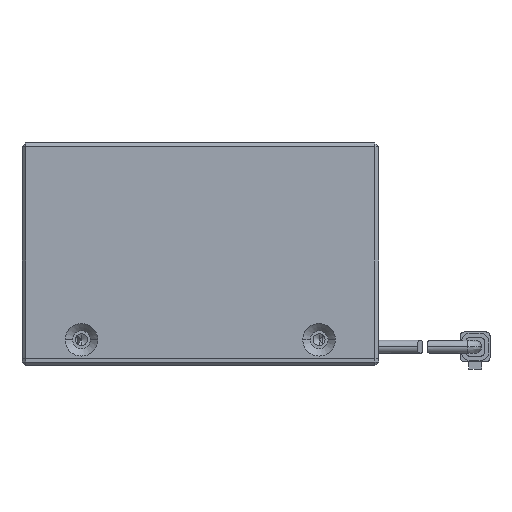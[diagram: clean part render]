
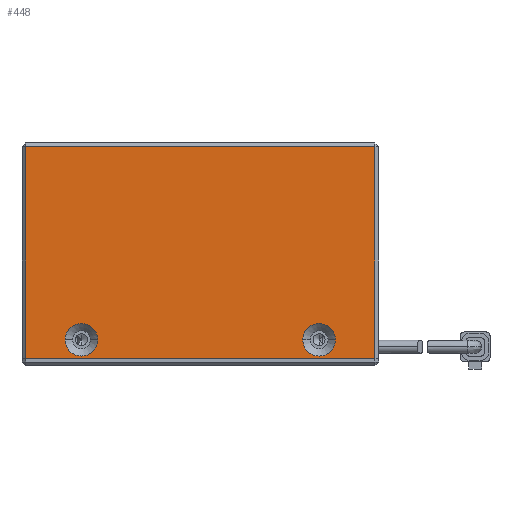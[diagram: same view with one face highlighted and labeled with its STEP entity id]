
A CAD part, front view. The second image highlights one B-rep face of the part: STEP entity #448.
In plain terms, the highlighted planar face has unit normal (0, -1, 0).
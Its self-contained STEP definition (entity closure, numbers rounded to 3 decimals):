
#321 = PLANE ( 'NONE',  #21262 ) ;
#448 = ADVANCED_FACE ( 'NONE', ( #4174, #9364, #3484 ), #321, .F. ) ;
#634 = EDGE_CURVE ( 'NONE', #27673, #18009, #27694, .T. ) ;
#741 = CARTESIAN_POINT ( 'NONE',  ( -43.314, -22.594, 1. ) ) ;
#1674 = EDGE_LOOP ( 'NONE', ( #3321, #19567 ) ) ;
#2687 = LINE ( 'NONE', #10079, #14444 ) ;
#2886 = EDGE_CURVE ( 'NONE', #18009, #27673, #15035, .T. ) ;
#3178 = CARTESIAN_POINT ( 'NONE',  ( -35.814, -22.594, 3.5 ) ) ;
#3279 = VECTOR ( 'NONE', #13155, 1000. ) ;
#3321 = ORIENTED_EDGE ( 'NONE', *, *, #26826, .F. ) ;
#3484 = FACE_OUTER_BOUND ( 'NONE', #13095, .T. ) ;
#3487 = EDGE_LOOP ( 'NONE', ( #23229, #8588 ) ) ;
#4174 = FACE_BOUND ( 'NONE', #1674, .T. ) ;
#4624 = CARTESIAN_POINT ( 'NONE',  ( -43.814, -22.594, 30. ) ) ;
#4723 = DIRECTION ( 'NONE',  ( 0., 1., 0. ) ) ;
#4828 = DIRECTION ( 'NONE',  ( 0., 0., 1. ) ) ;
#5381 = DIRECTION ( 'NONE',  ( 1., 0., 0. ) ) ;
#5533 = CARTESIAN_POINT ( 'NONE',  ( 3.686, -22.594, 1. ) ) ;
#5555 = VERTEX_POINT ( 'NONE', #11919 ) ;
#5722 = CIRCLE ( 'NONE', #23366, 2.2 ) ;
#6341 = EDGE_CURVE ( 'NONE', #7621, #24461, #14098, .T. ) ;
#7009 = CARTESIAN_POINT ( 'NONE',  ( -6.014, -22.594, 3.5 ) ) ;
#7621 = VERTEX_POINT ( 'NONE', #24254 ) ;
#7897 = DIRECTION ( 'NONE',  ( 0., 0., -1. ) ) ;
#8332 = DIRECTION ( 'NONE',  ( 0., -1., 0. ) ) ;
#8443 = DIRECTION ( 'NONE',  ( 0., -1., 0. ) ) ;
#8588 = ORIENTED_EDGE ( 'NONE', *, *, #2886, .F. ) ;
#8590 = EDGE_CURVE ( 'NONE', #10732, #12138, #14552, .T. ) ;
#8722 = CARTESIAN_POINT ( 'NONE',  ( -43.314, -22.594, 30. ) ) ;
#9364 = FACE_BOUND ( 'NONE', #3487, .T. ) ;
#9837 = LINE ( 'NONE', #24200, #3279 ) ;
#10013 = EDGE_CURVE ( 'NONE', #7621, #5555, #2687, .T. ) ;
#10079 = CARTESIAN_POINT ( 'NONE',  ( -43.814, -22.594, 29.5 ) ) ;
#10260 = LINE ( 'NONE', #21255, #22051 ) ;
#10732 = VERTEX_POINT ( 'NONE', #12836 ) ;
#10934 = DIRECTION ( 'NONE',  ( 0., 0., -1. ) ) ;
#10947 = ORIENTED_EDGE ( 'NONE', *, *, #21244, .F. ) ;
#11610 = VERTEX_POINT ( 'NONE', #5533 ) ;
#11919 = CARTESIAN_POINT ( 'NONE',  ( 3.686, -22.594, 29.5 ) ) ;
#12138 = VERTEX_POINT ( 'NONE', #24353 ) ;
#12257 = ORIENTED_EDGE ( 'NONE', *, *, #24659, .T. ) ;
#12331 = DIRECTION ( 'NONE',  ( 1., 0., 0. ) ) ;
#12836 = CARTESIAN_POINT ( 'NONE',  ( -38.014, -22.594, 3.5 ) ) ;
#13095 = EDGE_LOOP ( 'NONE', ( #17635, #12257, #10947, #21012 ) ) ;
#13155 = DIRECTION ( 'NONE',  ( 1., 0., 0. ) ) ;
#13621 = AXIS2_PLACEMENT_3D ( 'NONE', #21581, #8332, #23838 ) ;
#14098 = LINE ( 'NONE', #8722, #25904 ) ;
#14444 = VECTOR ( 'NONE', #12331, 1000. ) ;
#14552 = CIRCLE ( 'NONE', #13621, 2.2 ) ;
#15035 = CIRCLE ( 'NONE', #23247, 2.2 ) ;
#17635 = ORIENTED_EDGE ( 'NONE', *, *, #6341, .T. ) ;
#18009 = VERTEX_POINT ( 'NONE', #7009 ) ;
#18658 = DIRECTION ( 'NONE',  ( 0., -1., 0. ) ) ;
#19567 = ORIENTED_EDGE ( 'NONE', *, *, #8590, .F. ) ;
#21012 = ORIENTED_EDGE ( 'NONE', *, *, #10013, .F. ) ;
#21244 = EDGE_CURVE ( 'NONE', #5555, #11610, #10260, .T. ) ;
#21255 = CARTESIAN_POINT ( 'NONE',  ( 3.686, -22.594, 30. ) ) ;
#21262 = AXIS2_PLACEMENT_3D ( 'NONE', #4624, #4723, #4828 ) ;
#21581 = CARTESIAN_POINT ( 'NONE',  ( -35.814, -22.594, 3.5 ) ) ;
#21701 = CARTESIAN_POINT ( 'NONE',  ( -3.814, -22.594, 3.5 ) ) ;
#22051 = VECTOR ( 'NONE', #7897, 1000. ) ;
#22237 = CARTESIAN_POINT ( 'NONE',  ( -3.814, -22.594, 3.5 ) ) ;
#22337 = DIRECTION ( 'NONE',  ( 0., -1., 0. ) ) ;
#22444 = DIRECTION ( 'NONE',  ( 1., 0., 0. ) ) ;
#23229 = ORIENTED_EDGE ( 'NONE', *, *, #634, .F. ) ;
#23247 = AXIS2_PLACEMENT_3D ( 'NONE', #21701, #8443, #23939 ) ;
#23366 = AXIS2_PLACEMENT_3D ( 'NONE', #3178, #18658, #5381 ) ;
#23838 = DIRECTION ( 'NONE',  ( 1., 0., 0. ) ) ;
#23939 = DIRECTION ( 'NONE',  ( 1., 0., 0. ) ) ;
#24200 = CARTESIAN_POINT ( 'NONE',  ( -43.814, -22.594, 1. ) ) ;
#24254 = CARTESIAN_POINT ( 'NONE',  ( -43.314, -22.594, 29.5 ) ) ;
#24353 = CARTESIAN_POINT ( 'NONE',  ( -33.614, -22.594, 3.5 ) ) ;
#24461 = VERTEX_POINT ( 'NONE', #741 ) ;
#24659 = EDGE_CURVE ( 'NONE', #24461, #11610, #9837, .T. ) ;
#25148 = AXIS2_PLACEMENT_3D ( 'NONE', #22237, #22337, #22444 ) ;
#25201 = CARTESIAN_POINT ( 'NONE',  ( -1.614, -22.594, 3.5 ) ) ;
#25904 = VECTOR ( 'NONE', #10934, 1000. ) ;
#26826 = EDGE_CURVE ( 'NONE', #12138, #10732, #5722, .T. ) ;
#27673 = VERTEX_POINT ( 'NONE', #25201 ) ;
#27694 = CIRCLE ( 'NONE', #25148, 2.2 ) ;
